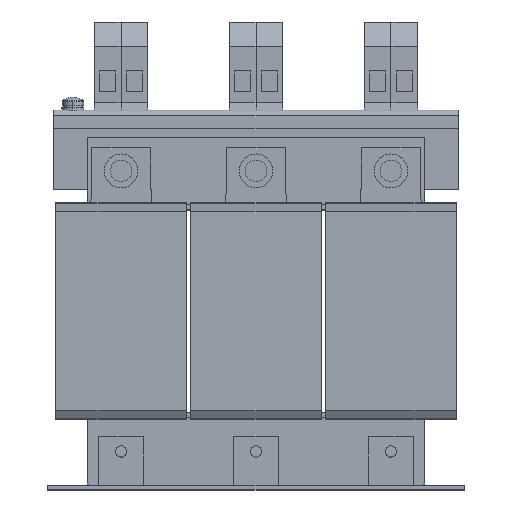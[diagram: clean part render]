
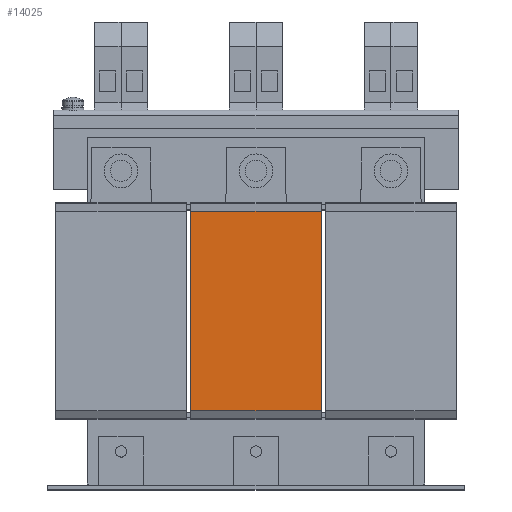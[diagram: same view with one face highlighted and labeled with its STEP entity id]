
A CAD part, top view. The second image highlights one B-rep face of the part: STEP entity #14025.
In plain terms, the highlighted planar face has unit normal (0, 0, 1).
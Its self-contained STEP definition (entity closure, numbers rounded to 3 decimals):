
#565 = LINE ( 'NONE', #4354, #6854 ) ;
#1554 = CARTESIAN_POINT ( 'NONE',  ( 29., -44.4, 38.125 ) ) ;
#1665 = ORIENTED_EDGE ( 'NONE', *, *, #8119, .F. ) ;
#2453 = CARTESIAN_POINT ( 'NONE',  ( -29., 44.4, 38.125 ) ) ;
#2886 = CARTESIAN_POINT ( 'NONE',  ( 29., -44.4, 38.125 ) ) ;
#2943 = LINE ( 'NONE', #2886, #16930 ) ;
#3147 = LINE ( 'NONE', #16808, #12643 ) ;
#3408 = VECTOR ( 'NONE', #3952, 1000. ) ;
#3863 = LINE ( 'NONE', #12549, #3408 ) ;
#3952 = DIRECTION ( 'NONE',  ( 0., 1., 0. ) ) ;
#4018 = DIRECTION ( 'NONE',  ( 1., 0., 0. ) ) ;
#4354 = CARTESIAN_POINT ( 'NONE',  ( 29., 44.4, 38.125 ) ) ;
#5621 = FACE_OUTER_BOUND ( 'NONE', #7597, .T. ) ;
#5658 = DIRECTION ( 'NONE',  ( -1., 0., 0. ) ) ;
#6854 = VECTOR ( 'NONE', #14469, 1000. ) ;
#7597 = EDGE_LOOP ( 'NONE', ( #7707, #1665, #10559, #10171 ) ) ;
#7707 = ORIENTED_EDGE ( 'NONE', *, *, #7998, .F. ) ;
#7998 = EDGE_CURVE ( 'NONE', #11903, #9619, #3863, .T. ) ;
#8119 = EDGE_CURVE ( 'NONE', #14754, #11903, #2943, .T. ) ;
#8337 = DIRECTION ( 'NONE',  ( 0., 0., 1. ) ) ;
#9190 = CARTESIAN_POINT ( 'NONE',  ( 29., 44.4, 38.125 ) ) ;
#9619 = VERTEX_POINT ( 'NONE', #2453 ) ;
#10171 = ORIENTED_EDGE ( 'NONE', *, *, #12240, .T. ) ;
#10559 = ORIENTED_EDGE ( 'NONE', *, *, #14629, .T. ) ;
#10973 = CARTESIAN_POINT ( 'NONE',  ( 29., 0., 38.125 ) ) ;
#11903 = VERTEX_POINT ( 'NONE', #12452 ) ;
#12240 = EDGE_CURVE ( 'NONE', #15099, #9619, #565, .T. ) ;
#12428 = PLANE ( 'NONE',  #17467 ) ;
#12452 = CARTESIAN_POINT ( 'NONE',  ( -29., -44.4, 38.125 ) ) ;
#12549 = CARTESIAN_POINT ( 'NONE',  ( -29., 0., 38.125 ) ) ;
#12643 = VECTOR ( 'NONE', #14097, 1000. ) ;
#14025 = ADVANCED_FACE ( 'NONE', ( #5621 ), #12428, .T. ) ;
#14097 = DIRECTION ( 'NONE',  ( 0., 1., 0. ) ) ;
#14469 = DIRECTION ( 'NONE',  ( -1., 0., 0. ) ) ;
#14629 = EDGE_CURVE ( 'NONE', #14754, #15099, #3147, .T. ) ;
#14754 = VERTEX_POINT ( 'NONE', #1554 ) ;
#15099 = VERTEX_POINT ( 'NONE', #9190 ) ;
#16808 = CARTESIAN_POINT ( 'NONE',  ( 29., 0., 38.125 ) ) ;
#16930 = VECTOR ( 'NONE', #5658, 1000. ) ;
#17467 = AXIS2_PLACEMENT_3D ( 'NONE', #10973, #8337, #4018 ) ;
